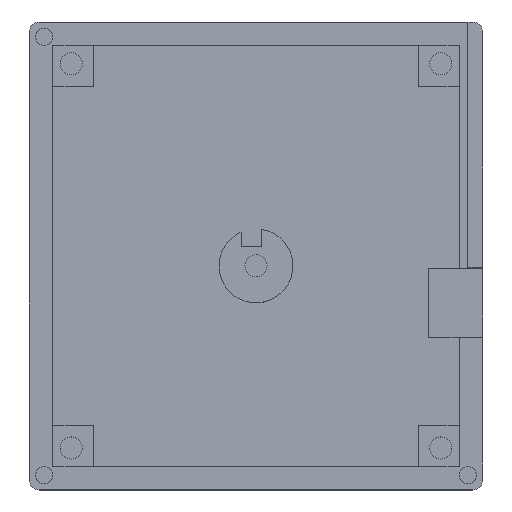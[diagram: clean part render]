
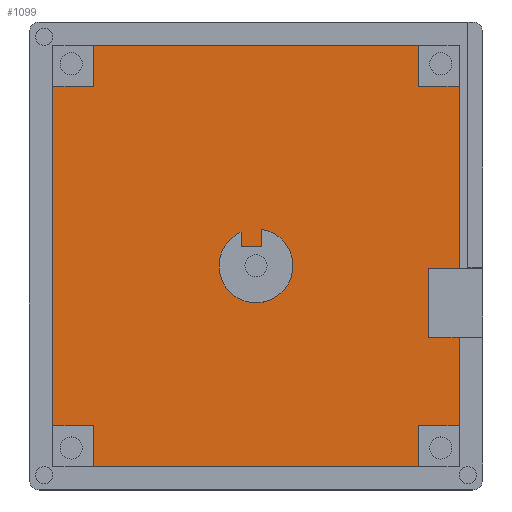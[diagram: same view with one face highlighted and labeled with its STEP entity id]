
A CAD part, top view. The second image highlights one B-rep face of the part: STEP entity #1099.
In plain terms, the highlighted planar face has unit normal (0, 0, 1).
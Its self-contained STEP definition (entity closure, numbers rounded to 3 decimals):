
#17=FACE_BOUND('',#383,.T.);
#71=LINE('',#1700,#195);
#77=LINE('',#1711,#201);
#78=LINE('',#1713,#202);
#80=LINE('',#1718,#204);
#81=LINE('',#1720,#205);
#82=LINE('',#1722,#206);
#83=LINE('',#1724,#207);
#84=LINE('',#1726,#208);
#85=LINE('',#1728,#209);
#86=LINE('',#1730,#210);
#87=LINE('',#1732,#211);
#88=LINE('',#1734,#212);
#89=LINE('',#1736,#213);
#90=LINE('',#1738,#214);
#91=LINE('',#1740,#215);
#92=LINE('',#1741,#216);
#93=LINE('',#1746,#217);
#94=LINE('',#1748,#218);
#95=LINE('',#1749,#219);
#195=VECTOR('',#1371,10.);
#201=VECTOR('',#1379,10.);
#202=VECTOR('',#1382,10.);
#204=VECTOR('',#1388,10.);
#205=VECTOR('',#1389,10.);
#206=VECTOR('',#1390,10.);
#207=VECTOR('',#1391,10.);
#208=VECTOR('',#1392,10.);
#209=VECTOR('',#1393,10.);
#210=VECTOR('',#1394,10.);
#211=VECTOR('',#1395,10.);
#212=VECTOR('',#1396,10.);
#213=VECTOR('',#1397,10.);
#214=VECTOR('',#1398,10.);
#215=VECTOR('',#1399,10.);
#216=VECTOR('',#1400,10.);
#217=VECTOR('',#1403,10.);
#218=VECTOR('',#1404,10.);
#219=VECTOR('',#1405,10.);
#312=FACE_OUTER_BOUND('',#382,.T.);
#382=EDGE_LOOP('',(#840,#841,#842,#843,#844,#845,#846,#847,#848,#849,#850,
#851,#852,#853,#854,#855));
#383=EDGE_LOOP('',(#856,#857,#858,#859));
#448=CIRCLE('',#1189,7.5);
#508=VERTEX_POINT('',#1697);
#509=VERTEX_POINT('',#1699);
#511=VERTEX_POINT('',#1705);
#513=VERTEX_POINT('',#1709);
#514=VERTEX_POINT('',#1717);
#515=VERTEX_POINT('',#1719);
#516=VERTEX_POINT('',#1721);
#517=VERTEX_POINT('',#1723);
#518=VERTEX_POINT('',#1725);
#519=VERTEX_POINT('',#1727);
#520=VERTEX_POINT('',#1729);
#521=VERTEX_POINT('',#1731);
#522=VERTEX_POINT('',#1733);
#523=VERTEX_POINT('',#1735);
#524=VERTEX_POINT('',#1737);
#525=VERTEX_POINT('',#1739);
#526=VERTEX_POINT('',#1742);
#527=VERTEX_POINT('',#1743);
#528=VERTEX_POINT('',#1745);
#529=VERTEX_POINT('',#1747);
#625=EDGE_CURVE('',#509,#508,#71,.T.);
#631=EDGE_CURVE('',#511,#513,#77,.T.);
#632=EDGE_CURVE('',#513,#509,#78,.T.);
#634=EDGE_CURVE('',#508,#514,#80,.T.);
#635=EDGE_CURVE('',#514,#515,#81,.T.);
#636=EDGE_CURVE('',#515,#516,#82,.T.);
#637=EDGE_CURVE('',#516,#517,#83,.T.);
#638=EDGE_CURVE('',#517,#518,#84,.T.);
#639=EDGE_CURVE('',#518,#519,#85,.T.);
#640=EDGE_CURVE('',#519,#520,#86,.T.);
#641=EDGE_CURVE('',#520,#521,#87,.T.);
#642=EDGE_CURVE('',#521,#522,#88,.T.);
#643=EDGE_CURVE('',#522,#523,#89,.T.);
#644=EDGE_CURVE('',#523,#524,#90,.T.);
#645=EDGE_CURVE('',#524,#525,#91,.T.);
#646=EDGE_CURVE('',#525,#511,#92,.T.);
#647=EDGE_CURVE('',#526,#527,#448,.T.);
#648=EDGE_CURVE('',#527,#528,#93,.T.);
#649=EDGE_CURVE('',#528,#529,#94,.T.);
#650=EDGE_CURVE('',#529,#526,#95,.T.);
#840=ORIENTED_EDGE('',*,*,#631,.T.);
#841=ORIENTED_EDGE('',*,*,#632,.T.);
#842=ORIENTED_EDGE('',*,*,#625,.T.);
#843=ORIENTED_EDGE('',*,*,#634,.T.);
#844=ORIENTED_EDGE('',*,*,#635,.T.);
#845=ORIENTED_EDGE('',*,*,#636,.T.);
#846=ORIENTED_EDGE('',*,*,#637,.T.);
#847=ORIENTED_EDGE('',*,*,#638,.T.);
#848=ORIENTED_EDGE('',*,*,#639,.T.);
#849=ORIENTED_EDGE('',*,*,#640,.T.);
#850=ORIENTED_EDGE('',*,*,#641,.T.);
#851=ORIENTED_EDGE('',*,*,#642,.T.);
#852=ORIENTED_EDGE('',*,*,#643,.T.);
#853=ORIENTED_EDGE('',*,*,#644,.T.);
#854=ORIENTED_EDGE('',*,*,#645,.T.);
#855=ORIENTED_EDGE('',*,*,#646,.T.);
#856=ORIENTED_EDGE('',*,*,#647,.T.);
#857=ORIENTED_EDGE('',*,*,#648,.T.);
#858=ORIENTED_EDGE('',*,*,#649,.T.);
#859=ORIENTED_EDGE('',*,*,#650,.T.);
#1038=PLANE('',#1188);
#1099=ADVANCED_FACE('',(#312,#17),#1038,.T.);
#1188=AXIS2_PLACEMENT_3D('',#1716,#1386,#1387);
#1189=AXIS2_PLACEMENT_3D('',#1744,#1401,#1402);
#1371=DIRECTION('',(1.,0.,0.));
#1379=DIRECTION('',(-1.,0.,0.));
#1382=DIRECTION('',(0.,1.,0.));
#1386=DIRECTION('center_axis',(0.,0.,
1.));
#1387=DIRECTION('ref_axis',(1.,0.,0.));
#1388=DIRECTION('',(0.,1.,0.));
#1389=DIRECTION('',(-1.,0.,0.));
#1390=DIRECTION('',(0.,1.,0.));
#1391=DIRECTION('',(-1.,0.,0.));
#1392=DIRECTION('',(0.,-1.,0.));
#1393=DIRECTION('',(-1.,0.,0.));
#1394=DIRECTION('',(0.,-1.,0.));
#1395=DIRECTION('',(1.,0.,0.));
#1396=DIRECTION('',(0.,-1.,0.));
#1397=DIRECTION('',(1.,0.,0.));
#1398=DIRECTION('',(0.,1.,0.));
#1399=DIRECTION('',(1.,0.,0.));
#1400=DIRECTION('',(0.,1.,0.));
#1401=DIRECTION('center_axis',(0.,0.,
-1.));
#1402=DIRECTION('ref_axis',(-1.,0.,0.));
#1403=DIRECTION('',(0.,-1.,0.));
#1404=DIRECTION('',(1.,0.,0.));
#1405=DIRECTION('',(0.,1.,0.));
#1697=CARTESIAN_POINT('',(82.25,-35.,-5.));
#1699=CARTESIAN_POINT('',(76.,-35.,-5.));
#1700=CARTESIAN_POINT('',(64.,-35.,-5.));
#1705=CARTESIAN_POINT('',(82.25,-49.,-5.));
#1709=CARTESIAN_POINT('',(76.,-49.,-5.));
#1711=CARTESIAN_POINT('',(64.,-49.,-5.));
#1713=CARTESIAN_POINT('',(76.,-37.25,-5.));
#1716=CARTESIAN_POINT('Origin',(41.,-32.5,-5.));
#1717=CARTESIAN_POINT('',(82.25,2.,-5.));
#1718=CARTESIAN_POINT('',(82.25,-11.125,-5.));
#1719=CARTESIAN_POINT('',(74.,2.,-5.));
#1720=CARTESIAN_POINT('',(57.5,2.,-5.));
#1721=CARTESIAN_POINT('',(74.,10.25,-5.));
#1722=CARTESIAN_POINT('',(74.,-11.125,-5.));
#1723=CARTESIAN_POINT('',(8.,10.25,-5.));
#1724=CARTESIAN_POINT('',(20.375,10.25,-5.));
#1725=CARTESIAN_POINT('',(8.,2.,-5.));
#1726=CARTESIAN_POINT('',(8.,-15.25,-5.));
#1727=CARTESIAN_POINT('',(-0.25,2.,-5.));
#1728=CARTESIAN_POINT('',(20.375,2.,-5.));
#1729=CARTESIAN_POINT('',(-0.25,-67.,-5.));
#1730=CARTESIAN_POINT('',(-0.25,-53.875,-5.));
#1731=CARTESIAN_POINT('',(8.,-67.,-5.));
#1732=CARTESIAN_POINT('',(24.5,-67.,-5.));
#1733=CARTESIAN_POINT('',(8.,-75.25,-5.));
#1734=CARTESIAN_POINT('',(8.,-53.875,-5.));
#1735=CARTESIAN_POINT('',(74.,-75.25,-5.));
#1736=CARTESIAN_POINT('',(61.625,-75.25,-5.));
#1737=CARTESIAN_POINT('',(74.,-67.,-5.));
#1738=CARTESIAN_POINT('',(74.,-49.75,-5.));
#1739=CARTESIAN_POINT('',(82.25,-67.,-5.));
#1740=CARTESIAN_POINT('',(61.625,-67.,-5.));
#1741=CARTESIAN_POINT('',(82.25,-11.125,-5.));
#1742=CARTESIAN_POINT('',(42.095,-27.08,-5.));
#1743=CARTESIAN_POINT('',(37.955,-27.646,-5.));
#1744=CARTESIAN_POINT('Origin',(41.,-34.5,-5.));
#1745=CARTESIAN_POINT('',(37.955,-30.545,-5.));
#1746=CARTESIAN_POINT('',(37.955,-26.036,-5.));
#1747=CARTESIAN_POINT('',(42.095,-30.545,-5.));
#1748=CARTESIAN_POINT('',(37.955,-30.545,-5.));
#1749=CARTESIAN_POINT('',(42.095,-30.545,-5.));
